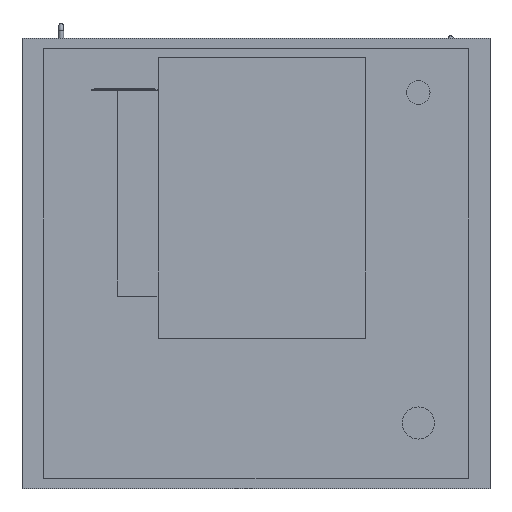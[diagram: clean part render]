
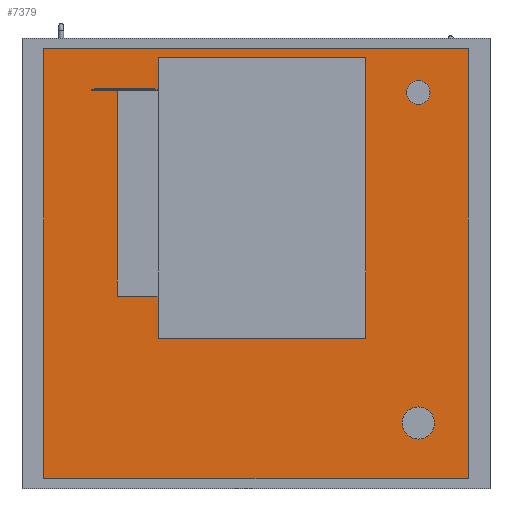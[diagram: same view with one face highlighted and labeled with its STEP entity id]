
A CAD part, front view. The second image highlights one B-rep face of the part: STEP entity #7379.
In plain terms, the highlighted planar face has unit normal (0, -1, 0).
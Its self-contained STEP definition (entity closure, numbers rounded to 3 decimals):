
#116=FACE_BOUND('',#979,.T.);
#117=FACE_BOUND('',#980,.T.);
#137=PLANE('',#7910);
#521=FACE_OUTER_BOUND('',#978,.T.);
#978=EDGE_LOOP('',(#5225,#5226,#5227,#5228));
#979=EDGE_LOOP('',(#5229));
#980=EDGE_LOOP('',(#5230));
#1443=LINE('',#10671,#2353);
#1447=LINE('',#10679,#2357);
#1450=LINE('',#10685,#2360);
#1453=LINE('',#10690,#2363);
#2353=VECTOR('',#8544,10.);
#2357=VECTOR('',#8550,10.);
#2360=VECTOR('',#8555,10.);
#2363=VECTOR('',#8560,10.);
#3250=CIRCLE('',#7894,20.);
#3252=CIRCLE('',#7898,27.5);
#3402=VERTEX_POINT('',#10632);
#3404=VERTEX_POINT('',#10639);
#3413=VERTEX_POINT('',#10669);
#3414=VERTEX_POINT('',#10670);
#3417=VERTEX_POINT('',#10678);
#3419=VERTEX_POINT('',#10684);
#4111=EDGE_CURVE('',#3402,#3402,#3250,.T.);
#4114=EDGE_CURVE('',#3404,#3404,#3252,.T.);
#4127=EDGE_CURVE('',#3413,#3414,#1443,.T.);
#4131=EDGE_CURVE('',#3417,#3413,#1447,.T.);
#4134=EDGE_CURVE('',#3419,#3417,#1450,.T.);
#4137=EDGE_CURVE('',#3414,#3419,#1453,.T.);
#5225=ORIENTED_EDGE('',*,*,#4137,.F.);
#5226=ORIENTED_EDGE('',*,*,#4127,.F.);
#5227=ORIENTED_EDGE('',*,*,#4131,.F.);
#5228=ORIENTED_EDGE('',*,*,#4134,.F.);
#5229=ORIENTED_EDGE('',*,*,#4111,.T.);
#5230=ORIENTED_EDGE('',*,*,#4114,.T.);
#7379=ADVANCED_FACE('',(#521,#116,#117),#137,.F.);
#7894=AXIS2_PLACEMENT_3D('',#10634,#8507,#8508);
#7898=AXIS2_PLACEMENT_3D('',#10641,#8516,#8517);
#7910=AXIS2_PLACEMENT_3D('',#10693,#8564,#8565);
#8507=DIRECTION('center_axis',(0.,1.,0.));
#8508=DIRECTION('ref_axis',(1.,0.,0.));
#8516=DIRECTION('center_axis',(0.,1.,0.));
#8517=DIRECTION('ref_axis',(1.,0.,0.));
#8544=DIRECTION('',(0.,0.,1.));
#8550=DIRECTION('',(-1.,0.,0.));
#8555=DIRECTION('',(0.,0.,-1.));
#8560=DIRECTION('',(1.,0.,0.));
#8564=DIRECTION('center_axis',(0.,1.,0.));
#8565=DIRECTION('ref_axis',(0.,0.,1.));
#10632=CARTESIAN_POINT('',(257.5,0.,292.5));
#10634=CARTESIAN_POINT('Origin',(277.5,0.,292.5));
#10639=CARTESIAN_POINT('',(250.,0.,-272.5));
#10641=CARTESIAN_POINT('Origin',(277.5,0.,-272.5));
#10669=CARTESIAN_POINT('',(-362.5,0.,-367.5));
#10670=CARTESIAN_POINT('',(-362.5,0.,367.5));
#10671=CARTESIAN_POINT('',(-362.5,0.,-367.5));
#10678=CARTESIAN_POINT('',(362.5,0.,-367.5));
#10679=CARTESIAN_POINT('',(362.5,0.,-367.5));
#10684=CARTESIAN_POINT('',(362.5,0.,367.5));
#10685=CARTESIAN_POINT('',(362.5,0.,367.5));
#10690=CARTESIAN_POINT('',(-362.5,0.,367.5));
#10693=CARTESIAN_POINT('Origin',(0.,0.,0.));
